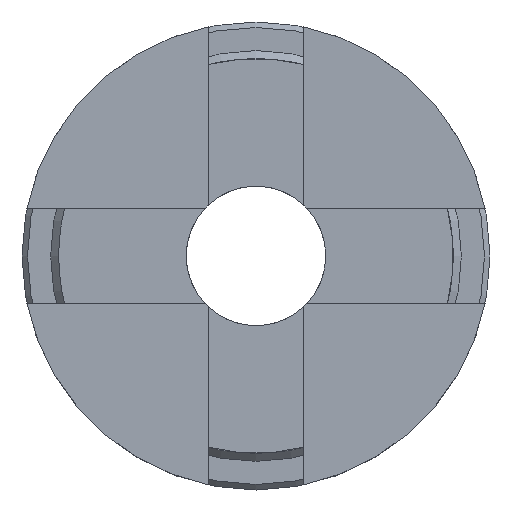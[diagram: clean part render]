
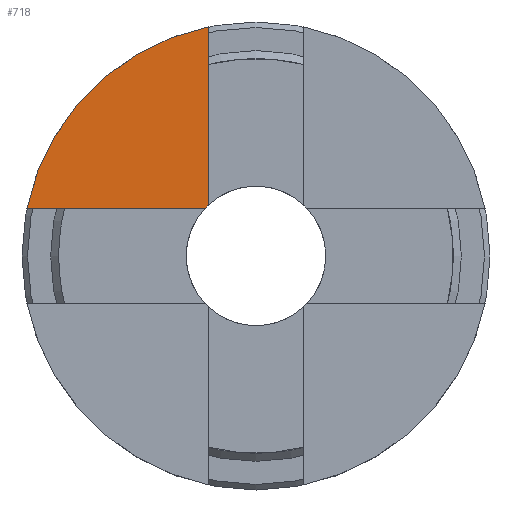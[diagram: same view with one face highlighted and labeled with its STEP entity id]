
A CAD part, top view. The second image highlights one B-rep face of the part: STEP entity #718.
In plain terms, the highlighted planar face has unit normal (0, 0, 1).
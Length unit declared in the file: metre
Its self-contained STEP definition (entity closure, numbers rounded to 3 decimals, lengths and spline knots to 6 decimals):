
#44=LINE('',#1165,#92);
#45=LINE('',#1169,#93);
#92=VECTOR('',#921,1.);
#93=VECTOR('',#924,1.);
#129=PLANE('',#790);
#207=ORIENTED_EDGE('',*,*,#404,.F.);
#208=ORIENTED_EDGE('',*,*,#412,.F.);
#209=ORIENTED_EDGE('',*,*,#413,.T.);
#210=ORIENTED_EDGE('',*,*,#414,.F.);
#404=EDGE_CURVE('',#506,#507,#565,.T.);
#412=EDGE_CURVE('',#512,#506,#44,.T.);
#413=EDGE_CURVE('',#512,#513,#568,.T.);
#414=EDGE_CURVE('',#507,#513,#45,.T.);
#506=VERTEX_POINT('',#1148);
#507=VERTEX_POINT('',#1150);
#512=VERTEX_POINT('',#1166);
#513=VERTEX_POINT('',#1168);
#565=CIRCLE('',#785,0.01275);
#568=CIRCLE('',#791,0.0038);
#603=EDGE_LOOP('',(#207,#208,#209,#210));
#655=FACE_BOUND('',#603,.T.);
#718=ADVANCED_FACE('',(#655),#129,.F.);
#785=AXIS2_PLACEMENT_3D('',#1149,#904,#905);
#790=AXIS2_PLACEMENT_3D('',#1164,#919,#920);
#791=AXIS2_PLACEMENT_3D('',#1167,#922,#923);
#904=DIRECTION('',(0.,0.,-1.));
#905=DIRECTION('',(-1.,0.,0.));
#919=DIRECTION('',(0.,0.,-1.));
#920=DIRECTION('',(-1.,0.,0.));
#921=DIRECTION('',(-1.,0.,0.));
#922=DIRECTION('',(0.,0.,-1.));
#923=DIRECTION('',(-1.,0.,0.));
#924=DIRECTION('',(0.,-1.,0.));
#1148=CARTESIAN_POINT('',(-0.012482,0.0026,0.0057));
#1149=CARTESIAN_POINT('',(0.,0.,0.0057));
#1150=CARTESIAN_POINT('',(-0.0026,0.012482,0.0057));
#1164=CARTESIAN_POINT('',(0.01275,0.,0.0057));
#1165=CARTESIAN_POINT('',(-0.002771,0.0026,0.0057));
#1166=CARTESIAN_POINT('',(-0.002771,0.0026,0.0057));
#1167=CARTESIAN_POINT('',(0.,0.,0.0057));
#1168=CARTESIAN_POINT('',(-0.0026,0.002771,0.0057));
#1169=CARTESIAN_POINT('',(-0.0026,0.002771,0.0057));
